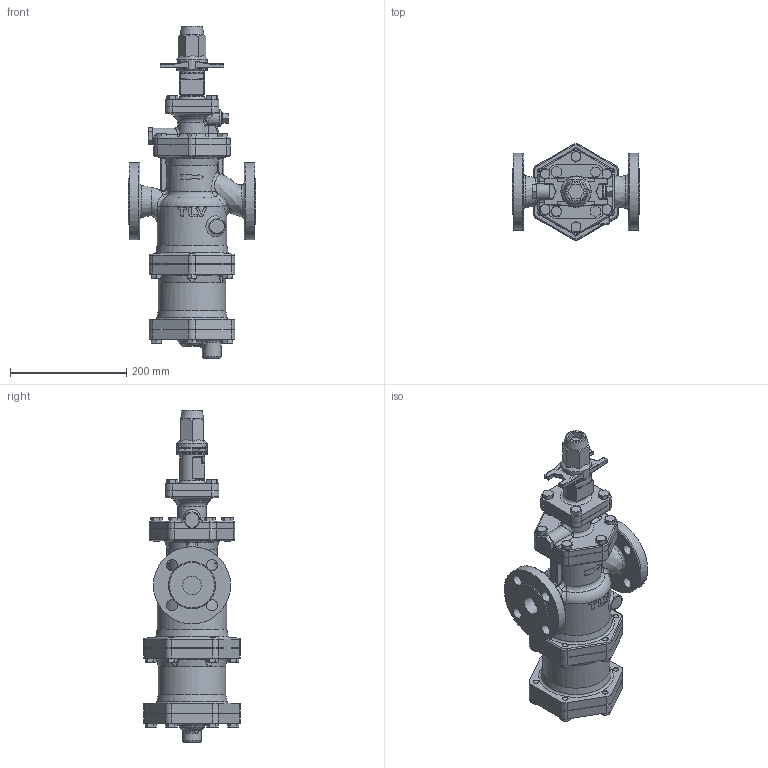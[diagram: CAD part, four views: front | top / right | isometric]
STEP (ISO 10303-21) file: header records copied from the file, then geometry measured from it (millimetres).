
FILE_DESCRIPTION(/* description */ (''),/* implementation_level */ '2;1');
FILE_NAME(/* name */ 'cos3x-032-a0250-00.stp',/* time_stamp */ '2017-12-26T09:39:39+09:00',/* author */ ('nakaot'),/* organization */ (''),/* preprocessor_version */ 'ST-DEVELOPER v15.6',/* originating_system */ 'Autodesk Inventor 2015',/* authorisation */ '');
FILE_SCHEMA (('CONFIG_CONTROL_DESIGN'));
Length unit declared in the file: millimetre
Products named in the file (1): cos3x-032-a0250-00
Bounding box: 220 x 166.02 x 572 mm (x, y, z)
Volume: 5448794 mm3; surface area: 517905.9 mm2
Topology: 6 solids, 6 shells, 1060 faces, 2556 edges, 1542 vertices
Faces by surface type: plane 391, cylinder 255, bspline 189, cone 135, torus 74, sphere 16
Full cylindrical faces by diameter (mm): 8.376 x22, 10 x22, 12 x22, 17.475 x1, 19 x8, 27 x1, 28 x1, 32 x3, 42 x1, 45 x1, 52 x1, 80 x4, 116 x1, 120 x1, 133 x2
Entity records: 37002 total; most frequent: CARTESIAN_POINT 14794, ORIENTED_EDGE 4662, DIRECTION 4299, EDGE_CURVE 2331, AXIS2_PLACEMENT_3D 1736, VERTEX_POINT 1477, EDGE_LOOP 1314, FACE_OUTER_BOUND 1060
